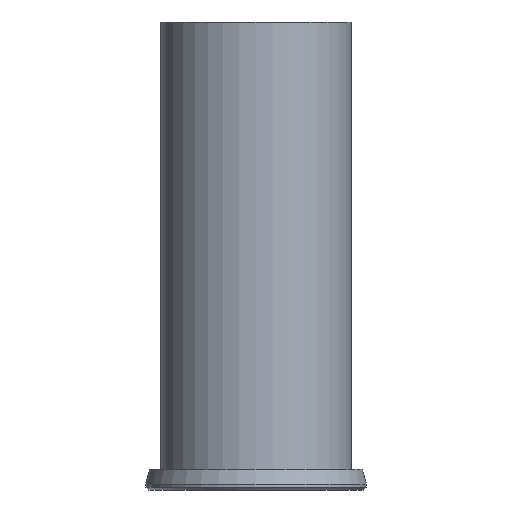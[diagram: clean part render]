
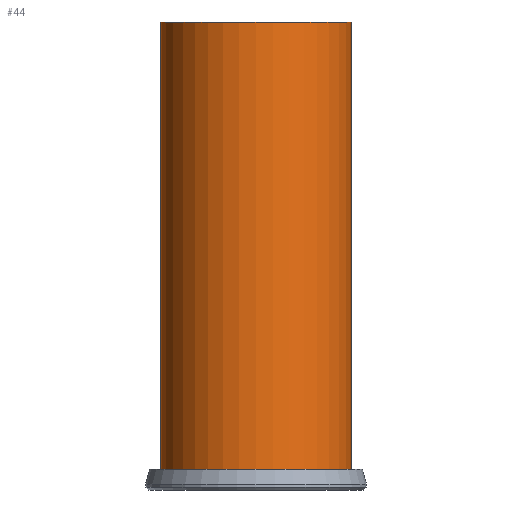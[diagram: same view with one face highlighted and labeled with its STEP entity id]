
A CAD part, front view. The second image highlights one B-rep face of the part: STEP entity #44.
In plain terms, the highlighted cylindrical face has radius 16 mm (diameter 32 mm), a full revolution.
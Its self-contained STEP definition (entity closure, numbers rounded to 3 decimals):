
#44=ADVANCED_FACE('Unnamed[1]',(#104,#105),#106,.T.);
#50=EDGE_CURVE('Unnamed[1]',#114,#114,#115,.T.);
#79=EDGE_CURVE('Unnamed[1]',#159,#159,#160,.T.);
#104=FACE_BOUND('',#179,.T.);
#105=FACE_BOUND('',#180,.T.);
#106=CYLINDRICAL_SURFACE('',#181,16.0);
#114=VERTEX_POINT('',#192);
#115=CIRCLE('',#193,16.0);
#159=VERTEX_POINT('',#247);
#160=CIRCLE('',#248,16.0);
#179=EDGE_LOOP('',(#260));
#180=EDGE_LOOP('',(#261));
#181=AXIS2_PLACEMENT_3D('',#262,#263,#264);
#192=CARTESIAN_POINT('',(0.,16.0,78.5));
#193=AXIS2_PLACEMENT_3D('',#271,#272,#273);
#247=CARTESIAN_POINT('',(0.,16.0,3.5));
#248=AXIS2_PLACEMENT_3D('',#320,#321,#322);
#260=ORIENTED_EDGE('',*,*,#79,.F.);
#261=ORIENTED_EDGE('',*,*,#50,.T.);
#262=CARTESIAN_POINT('',(0.,0.,41.0));
#263=DIRECTION('',(0.,0.,1.0));
#264=DIRECTION('',(0.,1.0,0.));
#271=CARTESIAN_POINT('',(0.,0.,78.5));
#272=DIRECTION('',(0.,0.,-1.0));
#273=DIRECTION('',(0.,1.0,0.));
#320=CARTESIAN_POINT('',(0.,0.,3.5));
#321=DIRECTION('',(0.,0.,-1.0));
#322=DIRECTION('',(0.,1.0,0.));
